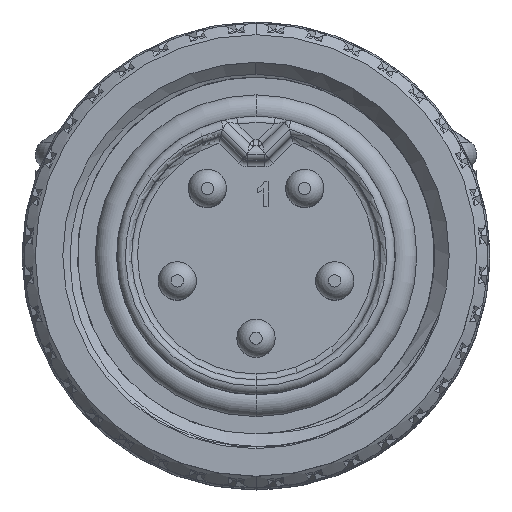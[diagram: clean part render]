
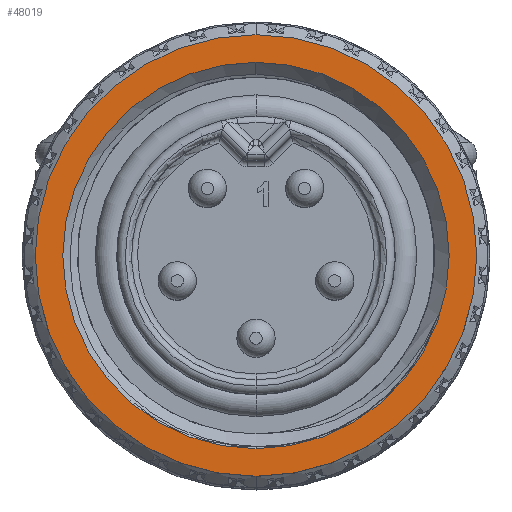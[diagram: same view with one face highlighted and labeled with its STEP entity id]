
A CAD part, top view. The second image highlights one B-rep face of the part: STEP entity #48019.
In plain terms, the highlighted planar face has unit normal (0, 0, 1).
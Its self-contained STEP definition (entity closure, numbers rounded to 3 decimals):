
#7366 = EDGE_CURVE ( 'NONE', #65181, #95437, #28774, .T. ) ;
#11141 = ORIENTED_EDGE ( 'NONE', *, *, #19097, .F. ) ;
#13300 = EDGE_CURVE ( 'NONE', #95437, #65181, #36037, .T. ) ;
#13414 = CARTESIAN_POINT ( 'NONE',  ( 0., -8.001, 22.047 ) ) ;
#15083 = DIRECTION ( 'NONE',  ( 0., 0., -1. ) ) ;
#18782 = CARTESIAN_POINT ( 'NONE',  ( 0., -9.144, 22.047 ) ) ;
#19097 = EDGE_CURVE ( 'NONE', #44899, #25681, #56482, .T. ) ;
#22103 = FACE_OUTER_BOUND ( 'NONE', #104012, .T. ) ;
#23667 = CARTESIAN_POINT ( 'NONE',  ( 0., 8.001, 22.047 ) ) ;
#25098 = DIRECTION ( 'NONE',  ( 0., 0., -1. ) ) ;
#25681 = VERTEX_POINT ( 'NONE', #18782 ) ;
#28774 = CIRCLE ( 'NONE', #99413, 8.001 ) ;
#28973 = CARTESIAN_POINT ( 'NONE',  ( 0., 0., 22.047 ) ) ;
#33309 = AXIS2_PLACEMENT_3D ( 'NONE', #78676, #25098, #87631 ) ;
#36037 = CIRCLE ( 'NONE', #114910, 8.001 ) ;
#37988 = DIRECTION ( 'NONE',  ( 0., -1., 0. ) ) ;
#44883 = CARTESIAN_POINT ( 'NONE',  ( 0., 9.144, 22.047 ) ) ;
#44899 = VERTEX_POINT ( 'NONE', #44883 ) ;
#48019 = ADVANCED_FACE ( 'NONE', ( #22103, #69646 ), #93992, .T. ) ;
#49471 = DIRECTION ( 'NONE',  ( 0., -1., 0. ) ) ;
#51168 = CARTESIAN_POINT ( 'NONE',  ( 0., 0., 22.047 ) ) ;
#53607 = CARTESIAN_POINT ( 'NONE',  ( 0., -8.001, 22.047 ) ) ;
#56482 = CIRCLE ( 'NONE', #33309, 9.144 ) ;
#60183 = DIRECTION ( 'NONE',  ( 0., -1., 0. ) ) ;
#63748 = EDGE_LOOP ( 'NONE', ( #75847, #94507 ) ) ;
#65181 = VERTEX_POINT ( 'NONE', #23667 ) ;
#68740 = CARTESIAN_POINT ( 'NONE',  ( 0., 0., 22.047 ) ) ;
#69646 = FACE_BOUND ( 'NONE', #63748, .T. ) ;
#73784 = ORIENTED_EDGE ( 'NONE', *, *, #100226, .F. ) ;
#75847 = ORIENTED_EDGE ( 'NONE', *, *, #13300, .T. ) ;
#77755 = DIRECTION ( 'NONE',  ( 0., -1., 0. ) ) ;
#78676 = CARTESIAN_POINT ( 'NONE',  ( 0., 0., 22.047 ) ) ;
#86461 = CIRCLE ( 'NONE', #88249, 9.144 ) ;
#87631 = DIRECTION ( 'NONE',  ( 0., -1., 0. ) ) ;
#88249 = AXIS2_PLACEMENT_3D ( 'NONE', #51168, #113626, #60183 ) ;
#90275 = AXIS2_PLACEMENT_3D ( 'NONE', #13414, #102933, #49471 ) ;
#91504 = DIRECTION ( 'NONE',  ( 0., 0., -1. ) ) ;
#93992 = PLANE ( 'NONE',  #90275 ) ;
#94507 = ORIENTED_EDGE ( 'NONE', *, *, #7366, .T. ) ;
#95437 = VERTEX_POINT ( 'NONE', #53607 ) ;
#99413 = AXIS2_PLACEMENT_3D ( 'NONE', #68740, #15083, #77755 ) ;
#100226 = EDGE_CURVE ( 'NONE', #25681, #44899, #86461, .T. ) ;
#102933 = DIRECTION ( 'NONE',  ( 0., 0., 1. ) ) ;
#104012 = EDGE_LOOP ( 'NONE', ( #73784, #11141 ) ) ;
#113626 = DIRECTION ( 'NONE',  ( 0., 0., -1. ) ) ;
#114910 = AXIS2_PLACEMENT_3D ( 'NONE', #28973, #91504, #37988 ) ;
